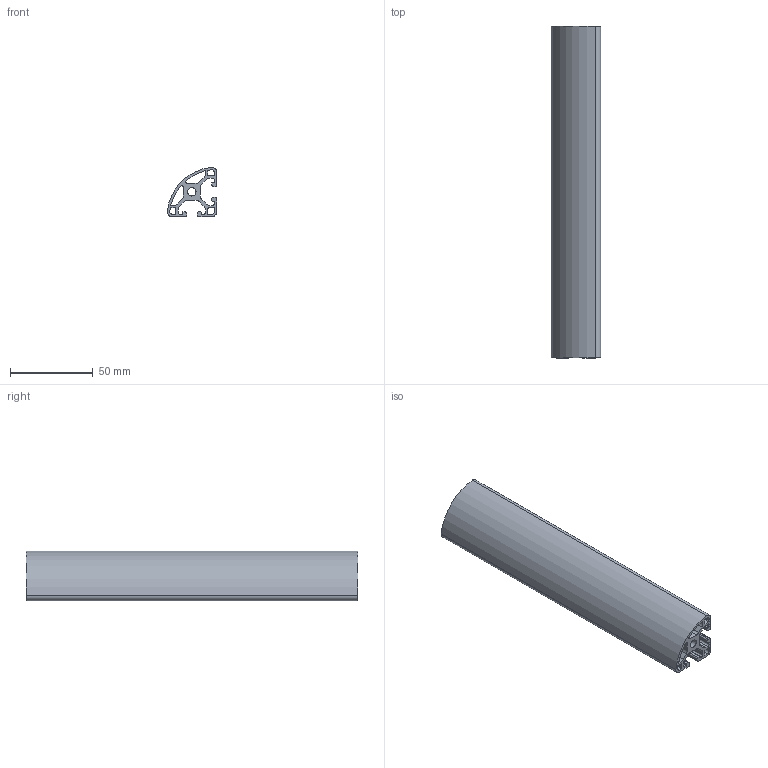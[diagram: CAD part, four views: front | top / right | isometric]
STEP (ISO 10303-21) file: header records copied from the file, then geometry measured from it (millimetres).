
FILE_DESCRIPTION(/* description */ ('Aluminiumprofil R30L 90°'),/* implementation_level */ '2;1');
FILE_NAME(/* name */ 'Syskomp 261300901 Aluminiumprofil R30L 90°.stp',/* time_stamp */ '2017-04-20T14:31:54+02:00',/* author */ ('wheldmann'),/* organization */ (''),/* preprocessor_version */ 'ST-DEVELOPER v16.1',/* originating_system */ 'Autodesk Inventor 2016',/* authorisation */ ' ');
FILE_SCHEMA (('AUTOMOTIVE_DESIGN { 1 0 10303 214 3 1 1 }'));
Length unit declared in the file: millimetre
Products named in the file (1): 261300901 Aluminiumprofil R30L 90° - 200
Bounding box: 29.83 x 200 x 29.83 mm (x, y, z)
Volume: 59825.3 mm3; surface area: 59795.3 mm2
Topology: 1 solids, 1 shells, 105 faces, 309 edges, 206 vertices
Faces by surface type: cylinder 57, plane 48
Full cylindrical faces by diameter (mm): 5 x1
Entity records: 3580 total; most frequent: DIRECTION 634, CARTESIAN_POINT 620, ORIENTED_EDGE 616, EDGE_CURVE 308, AXIS2_PLACEMENT_3D 220, VERTEX_POINT 206, LINE 194, VECTOR 194
